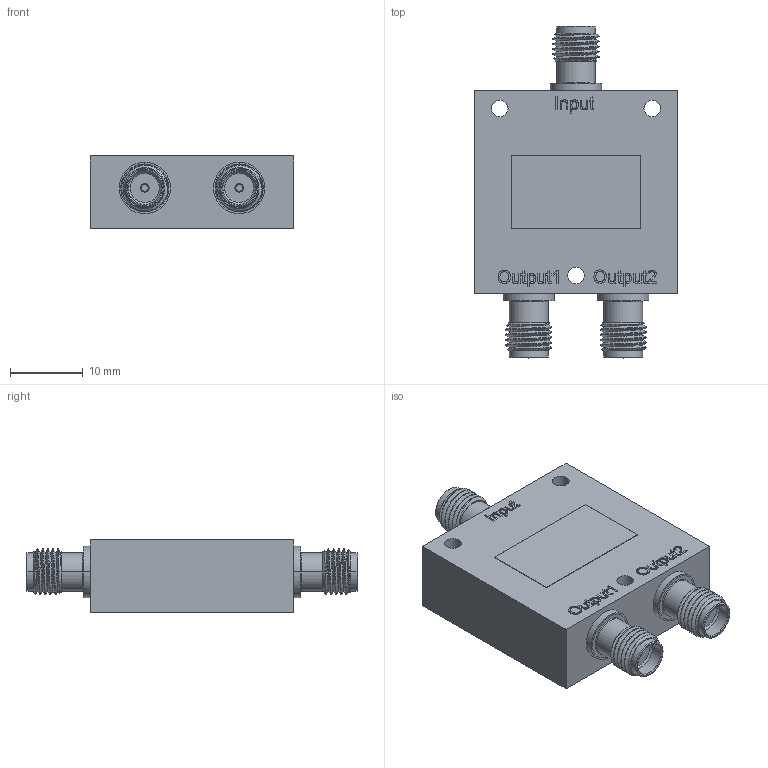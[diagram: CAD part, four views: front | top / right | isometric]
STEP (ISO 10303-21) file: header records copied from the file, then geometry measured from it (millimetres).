
FILE_DESCRIPTION (( 'STEP AP214' ), '1' );
FILE_NAME ('FMDV2104.step', '2021-09-30T16:24:21', ( '' ), ( '' ), 'SwSTEP 2.0', 'SolidWorks 2021', '' );
FILE_SCHEMA (( 'AUTOMOTIVE_DESIGN' ));
Length unit declared in the file: inch
Products named in the file (1): FMDV2104
Bounding box: 28 x 45.7 x 10.08 mm (x, y, z)
Volume: 8316.8 mm3; surface area: 3653.8 mm2
Topology: 1 solids, 1 shells, 424 faces, 1098 edges, 725 vertices
Faces by surface type: plane 195, bspline 115, cylinder 72, cone 36, torus 6
Entity records: 21248 total; most frequent: CARTESIAN_POINT 11717, ORIENTED_EDGE 2196, DIRECTION 1545, EDGE_CURVE 1098, VERTEX_POINT 725, VECTOR 637, LINE 637, EDGE_LOOP 479
